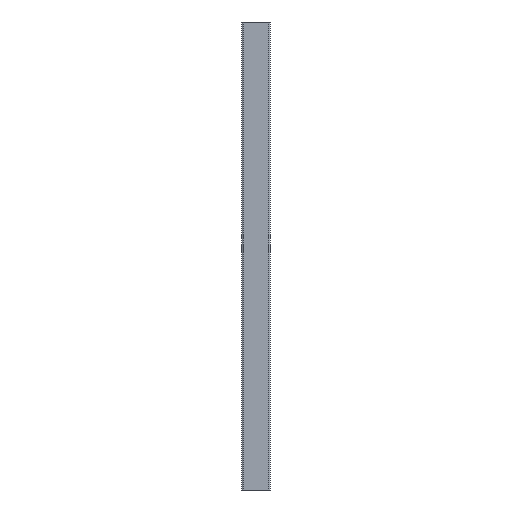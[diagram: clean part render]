
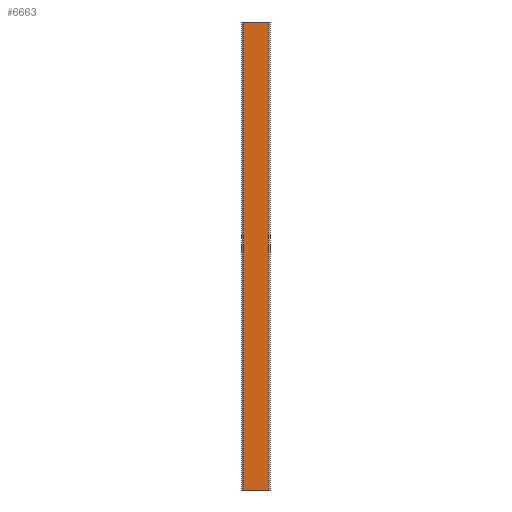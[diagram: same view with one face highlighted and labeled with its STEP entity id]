
A CAD part, front view. The second image highlights one B-rep face of the part: STEP entity #6663.
In plain terms, the highlighted planar face has unit normal (0, -1, 0).
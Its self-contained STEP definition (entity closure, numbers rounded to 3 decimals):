
#194=PLANE('',#7319);
#510=FACE_OUTER_BOUND('',#860,.T.);
#860=EDGE_LOOP('',(#5728,#5729,#5730,#5731));
#1703=LINE('',#10815,#2359);
#1849=LINE('',#11224,#2505);
#1850=LINE('',#11227,#2506);
#1851=LINE('',#11228,#2507);
#2359=VECTOR('',#8778,54.);
#2505=VECTOR('',#9214,1000.);
#2506=VECTOR('',#9217,54.);
#2507=VECTOR('',#9218,1000.);
#3067=VERTEX_POINT('',#10812);
#3068=VERTEX_POINT('',#10814);
#3186=VERTEX_POINT('',#11222);
#3187=VERTEX_POINT('',#11226);
#3939=EDGE_CURVE('',#3067,#3068,#1703,.T.);
#4144=EDGE_CURVE('',#3067,#3186,#1849,.T.);
#4145=EDGE_CURVE('',#3187,#3186,#1850,.T.);
#4146=EDGE_CURVE('',#3068,#3187,#1851,.T.);
#5728=ORIENTED_EDGE('',*,*,#4144,.T.);
#5729=ORIENTED_EDGE('',*,*,#4145,.F.);
#5730=ORIENTED_EDGE('',*,*,#4146,.F.);
#5731=ORIENTED_EDGE('',*,*,#3939,.F.);
#6663=ADVANCED_FACE('',(#510),#194,.T.);
#7319=AXIS2_PLACEMENT_3D('',#11225,#9215,#9216);
#8778=DIRECTION('',(-1.,0.,0.));
#9214=DIRECTION('',(0.,0.,1.));
#9215=DIRECTION('center_axis',(0.,-1.,0.));
#9216=DIRECTION('ref_axis',(1.,0.,0.));
#9217=DIRECTION('',(1.,0.,0.));
#9218=DIRECTION('',(0.,0.,1.));
#10812=CARTESIAN_POINT('',(27.,-30.,-500.));
#10814=CARTESIAN_POINT('',(-27.,-30.,-500.));
#10815=CARTESIAN_POINT('',(-27.,-30.,-500.));
#11222=CARTESIAN_POINT('',(27.,-30.,500.));
#11224=CARTESIAN_POINT('',(27.,-30.,0.));
#11225=CARTESIAN_POINT('Origin',(-27.,-30.,0.));
#11226=CARTESIAN_POINT('',(-27.,-30.,500.));
#11227=CARTESIAN_POINT('',(-27.,-30.,500.));
#11228=CARTESIAN_POINT('',(-27.,-30.,0.));
